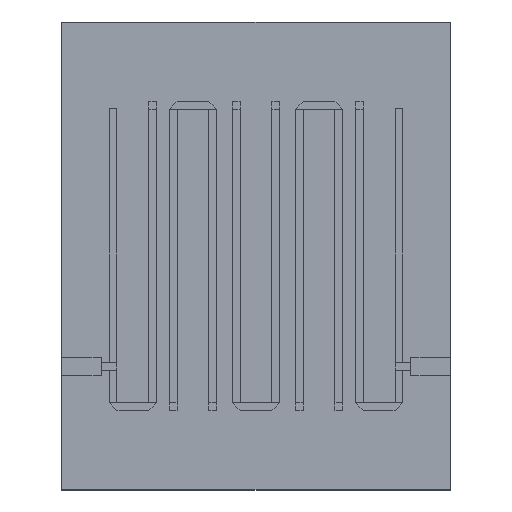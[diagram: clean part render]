
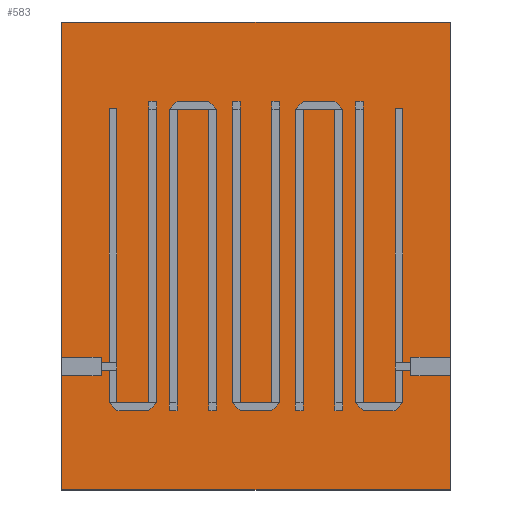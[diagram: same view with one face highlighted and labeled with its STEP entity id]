
A CAD part, top view. The second image highlights one B-rep face of the part: STEP entity #583.
In plain terms, the highlighted planar face has unit normal (0, 0, 1).
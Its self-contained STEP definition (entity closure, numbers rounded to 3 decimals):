
#583=ADVANCED_FACE('',(#973),#974,.T.);
#973=FACE_OUTER_BOUND('',#1368,.T.);
#974=PLANE('',#1369);
#1368=EDGE_LOOP('',(#2633,#2634,#2635,#2636));
#1369=AXIS2_PLACEMENT_3D('',#2637,#2638,#2639);
#2633=ORIENTED_EDGE('',*,*,#3063,.T.);
#2634=ORIENTED_EDGE('',*,*,#3064,.T.);
#2635=ORIENTED_EDGE('',*,*,#3065,.T.);
#2636=ORIENTED_EDGE('',*,*,#3066,.T.);
#2637=CARTESIAN_POINT('',(-6.234,3.537,0.0));
#2638=DIRECTION('',(0.0,0.0,1.0));
#2639=DIRECTION('',(1.0,0.0,0.0));
#3063=EDGE_CURVE('',#3660,#3661,#3662,.T.);
#3064=EDGE_CURVE('',#3661,#3663,#3664,.T.);
#3065=EDGE_CURVE('',#3663,#3665,#3666,.T.);
#3066=EDGE_CURVE('',#3665,#3660,#3667,.T.);
#3660=VERTEX_POINT('',#4608);
#3661=VERTEX_POINT('',#4609);
#3662=LINE('',#4610,#4611);
#3663=VERTEX_POINT('',#4612);
#3664=LINE('',#4613,#4614);
#3665=VERTEX_POINT('',#4615);
#3666=LINE('',#4616,#4617);
#3667=LINE('',#4618,#4619);
#4608=CARTESIAN_POINT('',(0.,-3.964,0.0));
#4609=CARTESIAN_POINT('',(0.,11.037,0.0));
#4610=CARTESIAN_POINT('',(0.,3.537,0.0));
#4611=VECTOR('',#4988,1.0);
#4612=CARTESIAN_POINT('',(-12.468,11.037,0.0));
#4613=CARTESIAN_POINT('',(-6.234,11.037,0.0));
#4614=VECTOR('',#4989,1.0);
#4615=CARTESIAN_POINT('',(-12.468,-3.964,0.0));
#4616=CARTESIAN_POINT('',(-12.468,3.537,0.0));
#4617=VECTOR('',#4990,1.0);
#4618=CARTESIAN_POINT('',(-6.234,-3.964,0.0));
#4619=VECTOR('',#4991,1.0);
#4988=DIRECTION('',(0.0,1.0,0.0));
#4989=DIRECTION('',(-1.0,0.0,0.0));
#4990=DIRECTION('',(0.0,-1.0,0.0));
#4991=DIRECTION('',(1.0,0.0,0.0));
